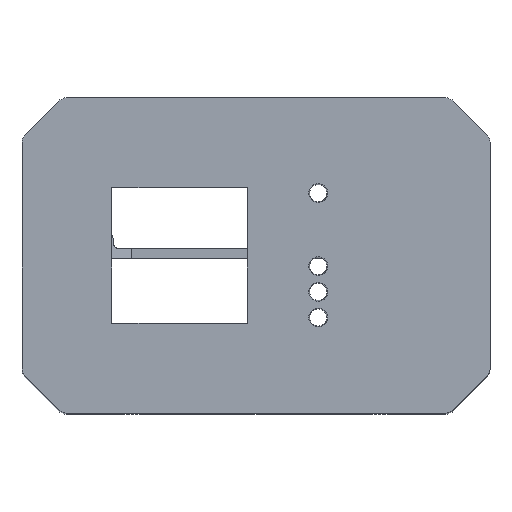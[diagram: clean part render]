
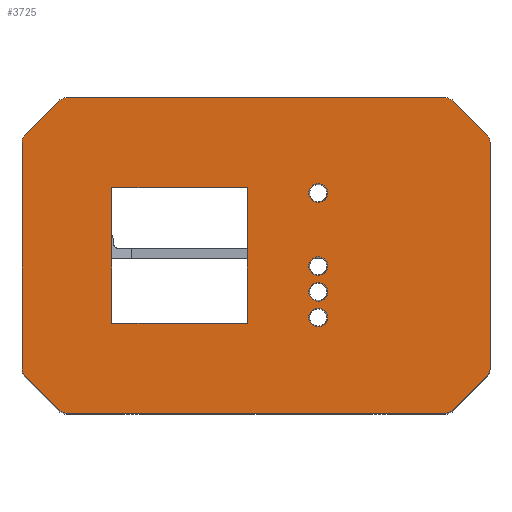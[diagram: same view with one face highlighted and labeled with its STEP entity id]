
A CAD part, top view. The second image highlights one B-rep face of the part: STEP entity #3725.
In plain terms, the highlighted planar face has unit normal (0, 0, 1).
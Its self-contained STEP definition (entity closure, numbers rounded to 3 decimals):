
#128=FACE_BOUND('',#485,.T.);
#129=FACE_BOUND('',#486,.T.);
#130=FACE_BOUND('',#487,.T.);
#131=FACE_BOUND('',#488,.T.);
#132=FACE_BOUND('',#489,.T.);
#151=PLANE('',#3963);
#279=FACE_OUTER_BOUND('',#484,.T.);
#484=EDGE_LOOP('',(#2601,#2602,#2603,#2604,#2605,#2606,#2607,#2608,#2609,
#2610,#2611,#2612,#2613,#2614,#2615,#2616));
#485=EDGE_LOOP('',(#2617));
#486=EDGE_LOOP('',(#2618));
#487=EDGE_LOOP('',(#2619,#2620,#2621,#2622));
#488=EDGE_LOOP('',(#2623));
#489=EDGE_LOOP('',(#2624));
#712=LINE('',#5462,#1116);
#713=LINE('',#5466,#1117);
#714=LINE('',#5470,#1118);
#715=LINE('',#5474,#1119);
#716=LINE('',#5478,#1120);
#717=LINE('',#5482,#1121);
#718=LINE('',#5486,#1122);
#719=LINE('',#5489,#1123);
#720=LINE('',#5496,#1124);
#721=LINE('',#5498,#1125);
#722=LINE('',#5500,#1126);
#723=LINE('',#5501,#1127);
#1116=VECTOR('',#4345,10.);
#1117=VECTOR('',#4348,10.);
#1118=VECTOR('',#4351,10.);
#1119=VECTOR('',#4354,10.);
#1120=VECTOR('',#4357,10.);
#1121=VECTOR('',#4360,10.);
#1122=VECTOR('',#4363,10.);
#1123=VECTOR('',#4366,10.);
#1124=VECTOR('',#4371,10.);
#1125=VECTOR('',#4372,10.);
#1126=VECTOR('',#4373,10.);
#1127=VECTOR('',#4374,10.);
#1519=CIRCLE('',#3961,1.64);
#1521=CIRCLE('',#3964,2.);
#1522=CIRCLE('',#3965,2.);
#1523=CIRCLE('',#3966,2.);
#1524=CIRCLE('',#3967,2.);
#1525=CIRCLE('',#3968,2.);
#1526=CIRCLE('',#3969,2.);
#1527=CIRCLE('',#3970,2.);
#1528=CIRCLE('',#3971,2.);
#1529=CIRCLE('',#3972,1.64);
#1530=CIRCLE('',#3973,1.64);
#1531=CIRCLE('',#3974,1.64);
#1652=VERTEX_POINT('',#5452);
#1654=VERTEX_POINT('',#5458);
#1655=VERTEX_POINT('',#5459);
#1656=VERTEX_POINT('',#5461);
#1657=VERTEX_POINT('',#5463);
#1658=VERTEX_POINT('',#5465);
#1659=VERTEX_POINT('',#5467);
#1660=VERTEX_POINT('',#5469);
#1661=VERTEX_POINT('',#5471);
#1662=VERTEX_POINT('',#5473);
#1663=VERTEX_POINT('',#5475);
#1664=VERTEX_POINT('',#5477);
#1665=VERTEX_POINT('',#5479);
#1666=VERTEX_POINT('',#5481);
#1667=VERTEX_POINT('',#5483);
#1668=VERTEX_POINT('',#5485);
#1669=VERTEX_POINT('',#5487);
#1670=VERTEX_POINT('',#5490);
#1671=VERTEX_POINT('',#5492);
#1672=VERTEX_POINT('',#5494);
#1673=VERTEX_POINT('',#5495);
#1674=VERTEX_POINT('',#5497);
#1675=VERTEX_POINT('',#5499);
#1676=VERTEX_POINT('',#5502);
#2027=EDGE_CURVE('',#1652,#1652,#1519,.T.);
#2030=EDGE_CURVE('',#1654,#1655,#1521,.T.);
#2031=EDGE_CURVE('',#1654,#1656,#712,.T.);
#2032=EDGE_CURVE('',#1657,#1656,#1522,.T.);
#2033=EDGE_CURVE('',#1658,#1657,#713,.T.);
#2034=EDGE_CURVE('',#1659,#1658,#1523,.T.);
#2035=EDGE_CURVE('',#1659,#1660,#714,.T.);
#2036=EDGE_CURVE('',#1661,#1660,#1524,.T.);
#2037=EDGE_CURVE('',#1662,#1661,#715,.T.);
#2038=EDGE_CURVE('',#1663,#1662,#1525,.T.);
#2039=EDGE_CURVE('',#1663,#1664,#716,.T.);
#2040=EDGE_CURVE('',#1665,#1664,#1526,.T.);
#2041=EDGE_CURVE('',#1666,#1665,#717,.T.);
#2042=EDGE_CURVE('',#1667,#1666,#1527,.T.);
#2043=EDGE_CURVE('',#1667,#1668,#718,.T.);
#2044=EDGE_CURVE('',#1669,#1668,#1528,.T.);
#2045=EDGE_CURVE('',#1655,#1669,#719,.T.);
#2046=EDGE_CURVE('',#1670,#1670,#1529,.T.);
#2047=EDGE_CURVE('',#1671,#1671,#1530,.T.);
#2048=EDGE_CURVE('',#1672,#1673,#720,.T.);
#2049=EDGE_CURVE('',#1673,#1674,#721,.T.);
#2050=EDGE_CURVE('',#1674,#1675,#722,.T.);
#2051=EDGE_CURVE('',#1675,#1672,#723,.T.);
#2052=EDGE_CURVE('',#1676,#1676,#1531,.T.);
#2601=ORIENTED_EDGE('',*,*,#2030,.F.);
#2602=ORIENTED_EDGE('',*,*,#2031,.T.);
#2603=ORIENTED_EDGE('',*,*,#2032,.F.);
#2604=ORIENTED_EDGE('',*,*,#2033,.F.);
#2605=ORIENTED_EDGE('',*,*,#2034,.F.);
#2606=ORIENTED_EDGE('',*,*,#2035,.T.);
#2607=ORIENTED_EDGE('',*,*,#2036,.F.);
#2608=ORIENTED_EDGE('',*,*,#2037,.F.);
#2609=ORIENTED_EDGE('',*,*,#2038,.F.);
#2610=ORIENTED_EDGE('',*,*,#2039,.T.);
#2611=ORIENTED_EDGE('',*,*,#2040,.F.);
#2612=ORIENTED_EDGE('',*,*,#2041,.F.);
#2613=ORIENTED_EDGE('',*,*,#2042,.F.);
#2614=ORIENTED_EDGE('',*,*,#2043,.T.);
#2615=ORIENTED_EDGE('',*,*,#2044,.F.);
#2616=ORIENTED_EDGE('',*,*,#2045,.F.);
#2617=ORIENTED_EDGE('',*,*,#2046,.F.);
#2618=ORIENTED_EDGE('',*,*,#2047,.F.);
#2619=ORIENTED_EDGE('',*,*,#2048,.T.);
#2620=ORIENTED_EDGE('',*,*,#2049,.T.);
#2621=ORIENTED_EDGE('',*,*,#2050,.T.);
#2622=ORIENTED_EDGE('',*,*,#2051,.T.);
#2623=ORIENTED_EDGE('',*,*,#2052,.F.);
#2624=ORIENTED_EDGE('',*,*,#2027,.F.);
#3725=ADVANCED_FACE('',(#279,#128,#129,#130,#131,#132),#151,.T.);
#3961=AXIS2_PLACEMENT_3D('',#5453,#4336,#4337);
#3963=AXIS2_PLACEMENT_3D('',#5457,#4341,#4342);
#3964=AXIS2_PLACEMENT_3D('',#5460,#4343,#4344);
#3965=AXIS2_PLACEMENT_3D('',#5464,#4346,#4347);
#3966=AXIS2_PLACEMENT_3D('',#5468,#4349,#4350);
#3967=AXIS2_PLACEMENT_3D('',#5472,#4352,#4353);
#3968=AXIS2_PLACEMENT_3D('',#5476,#4355,#4356);
#3969=AXIS2_PLACEMENT_3D('',#5480,#4358,#4359);
#3970=AXIS2_PLACEMENT_3D('',#5484,#4361,#4362);
#3971=AXIS2_PLACEMENT_3D('',#5488,#4364,#4365);
#3972=AXIS2_PLACEMENT_3D('',#5491,#4367,#4368);
#3973=AXIS2_PLACEMENT_3D('',#5493,#4369,#4370);
#3974=AXIS2_PLACEMENT_3D('',#5503,#4375,#4376);
#4336=DIRECTION('center_axis',(0.,0.,1.));
#4337=DIRECTION('ref_axis',(-1.,0.,0.));
#4341=DIRECTION('center_axis',(0.,0.,1.));
#4342=DIRECTION('ref_axis',(1.,0.,0.));
#4343=DIRECTION('center_axis',(0.,0.,-1.));
#4344=DIRECTION('ref_axis',(0.924,-0.383,0.));
#4345=DIRECTION('',(0.,1.,0.));
#4346=DIRECTION('center_axis',(0.,0.,-1.));
#4347=DIRECTION('ref_axis',(0.924,0.383,0.));
#4348=DIRECTION('',(0.707,-0.707,0.));
#4349=DIRECTION('center_axis',(0.,0.,-1.));
#4350=DIRECTION('ref_axis',(0.383,0.924,0.));
#4351=DIRECTION('',(-1.,0.,0.));
#4352=DIRECTION('center_axis',(0.,0.,-1.));
#4353=DIRECTION('ref_axis',(-0.383,0.924,0.));
#4354=DIRECTION('',(0.707,0.707,0.));
#4355=DIRECTION('center_axis',(0.,0.,-1.));
#4356=DIRECTION('ref_axis',(-0.924,0.383,0.));
#4357=DIRECTION('',(0.,-1.,0.));
#4358=DIRECTION('center_axis',(0.,0.,-1.));
#4359=DIRECTION('ref_axis',(-0.924,-0.383,0.));
#4360=DIRECTION('',(-0.707,0.707,0.));
#4361=DIRECTION('center_axis',(0.,0.,-1.));
#4362=DIRECTION('ref_axis',(-0.383,-0.924,0.));
#4363=DIRECTION('',(1.,0.,0.));
#4364=DIRECTION('center_axis',(0.,0.,-1.));
#4365=DIRECTION('ref_axis',(0.383,-0.924,0.));
#4366=DIRECTION('',(-0.707,-0.707,0.));
#4367=DIRECTION('center_axis',(0.,0.,1.));
#4368=DIRECTION('ref_axis',(-1.,0.,0.));
#4369=DIRECTION('center_axis',(0.,0.,1.));
#4370=DIRECTION('ref_axis',(-1.,0.,0.));
#4371=DIRECTION('',(0.,-1.,0.));
#4372=DIRECTION('',(-1.,0.,0.));
#4373=DIRECTION('',(0.,1.,0.));
#4374=DIRECTION('',(1.,0.,0.));
#4375=DIRECTION('center_axis',(0.,0.,1.));
#4376=DIRECTION('ref_axis',(-1.,0.,0.));
#5452=CARTESIAN_POINT('',(12.54,-9.83,1.));
#5453=CARTESIAN_POINT('Origin',(10.9,-9.83,1.));
#5457=CARTESIAN_POINT('Origin',(0.,1.045,1.));
#5458=CARTESIAN_POINT('',(41.,-18.751,1.));
#5459=CARTESIAN_POINT('',(40.414,-20.166,1.));
#5460=CARTESIAN_POINT('Origin',(39.,-18.751,1.));
#5461=CARTESIAN_POINT('',(41.,20.842,1.));
#5462=CARTESIAN_POINT('',(41.,28.67,1.));
#5463=CARTESIAN_POINT('',(40.414,22.256,1.));
#5464=CARTESIAN_POINT('Origin',(39.,20.842,1.));
#5465=CARTESIAN_POINT('',(34.586,28.084,1.));
#5466=CARTESIAN_POINT('',(34.156,28.514,1.));
#5467=CARTESIAN_POINT('',(33.172,28.67,1.));
#5468=CARTESIAN_POINT('Origin',(33.172,26.67,1.));
#5469=CARTESIAN_POINT('',(-33.172,28.67,1.));
#5470=CARTESIAN_POINT('',(-41.,28.67,1.));
#5471=CARTESIAN_POINT('',(-34.586,28.084,1.));
#5472=CARTESIAN_POINT('Origin',(-33.172,26.67,1.));
#5473=CARTESIAN_POINT('',(-40.414,22.256,1.));
#5474=CARTESIAN_POINT('',(-34.156,28.514,1.));
#5475=CARTESIAN_POINT('',(-41.,20.842,1.));
#5476=CARTESIAN_POINT('Origin',(-39.,20.842,1.));
#5477=CARTESIAN_POINT('',(-41.,-18.751,1.));
#5478=CARTESIAN_POINT('',(-41.,-26.58,1.));
#5479=CARTESIAN_POINT('',(-40.414,-20.166,1.));
#5480=CARTESIAN_POINT('Origin',(-39.,-18.751,1.));
#5481=CARTESIAN_POINT('',(-34.586,-25.994,1.));
#5482=CARTESIAN_POINT('',(-34.156,-26.424,1.));
#5483=CARTESIAN_POINT('',(-33.172,-26.58,1.));
#5484=CARTESIAN_POINT('Origin',(-33.172,-24.58,1.));
#5485=CARTESIAN_POINT('',(33.172,-26.58,1.));
#5486=CARTESIAN_POINT('',(41.,-26.58,1.));
#5487=CARTESIAN_POINT('',(34.586,-25.994,1.));
#5488=CARTESIAN_POINT('Origin',(33.172,-24.58,1.));
#5489=CARTESIAN_POINT('',(34.156,-26.424,1.));
#5490=CARTESIAN_POINT('',(12.54,-5.33,1.));
#5491=CARTESIAN_POINT('Origin',(10.9,-5.33,1.));
#5492=CARTESIAN_POINT('',(12.54,-0.83,1.));
#5493=CARTESIAN_POINT('Origin',(10.9,-0.83,1.));
#5494=CARTESIAN_POINT('',(-1.5,12.92,1.));
#5495=CARTESIAN_POINT('',(-1.5,-10.83,1.));
#5496=CARTESIAN_POINT('',(-1.5,-4.892,1.));
#5497=CARTESIAN_POINT('',(-25.25,-10.83,1.));
#5498=CARTESIAN_POINT('',(-12.625,-10.83,1.));
#5499=CARTESIAN_POINT('',(-25.25,12.92,1.));
#5500=CARTESIAN_POINT('',(-25.25,6.983,1.));
#5501=CARTESIAN_POINT('',(-0.75,12.92,1.));
#5502=CARTESIAN_POINT('',(12.54,11.97,1.));
#5503=CARTESIAN_POINT('Origin',(10.9,11.97,1.));
